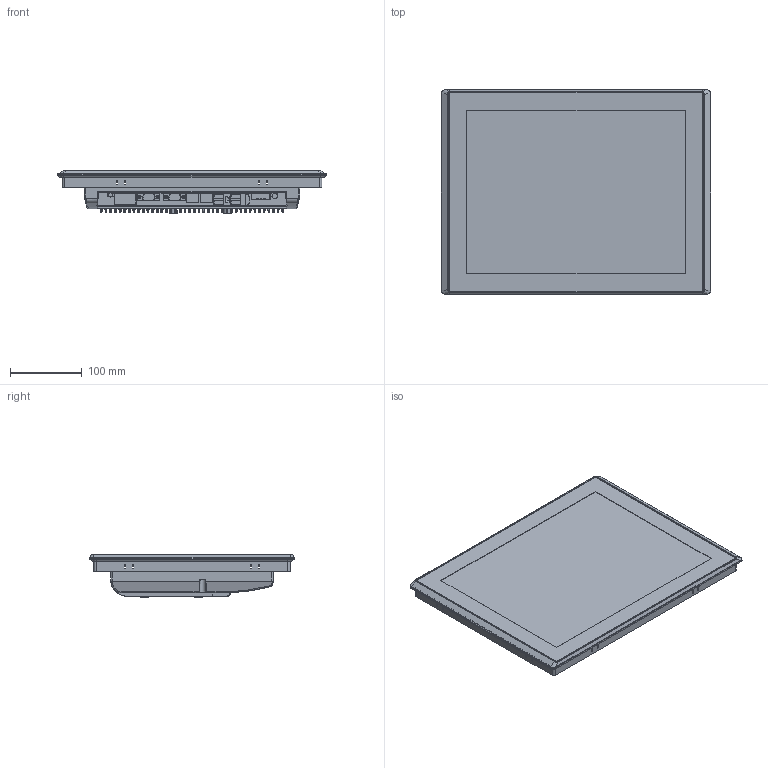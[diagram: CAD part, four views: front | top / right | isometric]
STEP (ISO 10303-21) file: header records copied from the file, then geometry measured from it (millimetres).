
FILE_DESCRIPTION (( 'STEP AP214' ), '1' );
FILE_NAME ('IFC-512R.STEP', '2025-03-03T06:15:28', ( '' ), ( '' ), 'SwSTEP 2.0', 'SolidWorks 2024', '' );
FILE_SCHEMA (( 'AUTOMOTIVE_DESIGN' ));
Length unit declared in the file: millimetre
Products named in the file (1): IFC-512R
Bounding box: 376.13 x 285.33 x 60.4 mm (x, y, z)
Surface area: 846024.1 mm2 (no closed solid volume)
Topology: 0 solids, 35 shells, 3366 faces, 9248 edges, 5908 vertices
Faces by surface type: cylinder 1363, plane 1299, bspline 612, cone 92
Entity records: 149293 total; most frequent: CARTESIAN_POINT 74860, ORIENTED_EDGE 17988, DIRECTION 11229, EDGE_CURVE 9223, VERTEX_POINT 5908, B_SPLINE_CURVE_WITH_KNOTS 4218, AXIS2_PLACEMENT_3D 3799, EDGE_LOOP 3706
